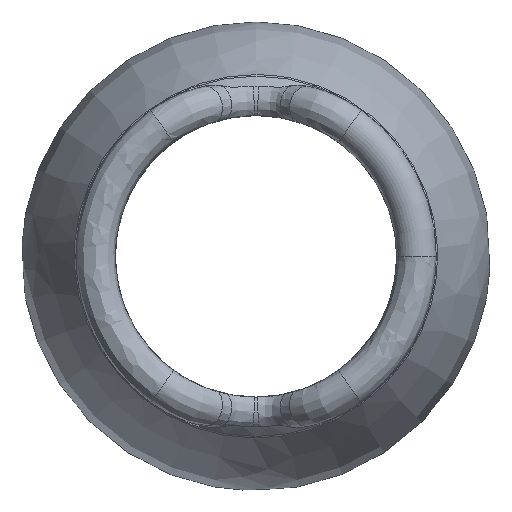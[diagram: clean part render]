
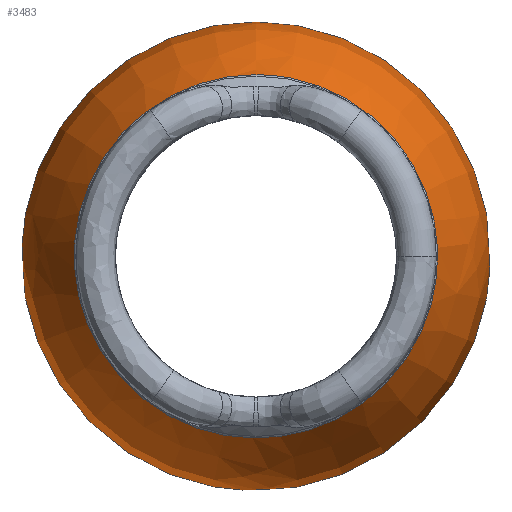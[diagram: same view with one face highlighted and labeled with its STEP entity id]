
A CAD part, left-side view. The second image highlights one B-rep face of the part: STEP entity #3483.
In plain terms, the highlighted free-form (B-spline) face has degree [5, 2] with [6, 9] control points.
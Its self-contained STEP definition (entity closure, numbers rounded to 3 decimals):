
#18=(
BOUNDED_CURVE()
B_SPLINE_CURVE(2,(#12660,#12661,#12662,#12663,#12664,#12665,#12666,#12667,
#12668),.UNSPECIFIED.,.T.,.F.)
B_SPLINE_CURVE_WITH_KNOTS((3,2,2,2,3),(0.,1.571,3.142,
4.712,6.283),.UNSPECIFIED.)
CURVE()
GEOMETRIC_REPRESENTATION_ITEM()
RATIONAL_B_SPLINE_CURVE((1.,0.707,1.,0.707,1.,0.707,
1.,0.707,1.))
REPRESENTATION_ITEM('')
);
#19=(
BOUNDED_CURVE()
B_SPLINE_CURVE(5,(#12670,#12671,#12672,#12673,#12674,#12675),
 .UNSPECIFIED.,.F.,.F.)
B_SPLINE_CURVE_WITH_KNOTS((6,6),(0.,0.952),.UNSPECIFIED.)
CURVE()
GEOMETRIC_REPRESENTATION_ITEM()
RATIONAL_B_SPLINE_CURVE((1.,1.,1.,1.,1.,1.))
REPRESENTATION_ITEM('')
);
#20=(
BOUNDED_SURFACE()
B_SPLINE_SURFACE(5,2,((#12605,#12606,#12607,#12608,#12609,#12610,#12611,
#12612,#12613),(#12614,#12615,#12616,#12617,#12618,#12619,#12620,#12621,
#12622),(#12623,#12624,#12625,#12626,#12627,#12628,#12629,#12630,#12631),
(#12632,#12633,#12634,#12635,#12636,#12637,#12638,#12639,#12640),(#12641,
#12642,#12643,#12644,#12645,#12646,#12647,#12648,#12649),(#12650,#12651,
#12652,#12653,#12654,#12655,#12656,#12657,#12658)),.UNSPECIFIED.,.F.,.T.,
 .F.)
B_SPLINE_SURFACE_WITH_KNOTS((6,6),(3,2,2,2,3),(-1.,0.),(0.,1.571,
3.142,4.712,6.283),.UNSPECIFIED.)
GEOMETRIC_REPRESENTATION_ITEM()
RATIONAL_B_SPLINE_SURFACE(((1.,0.707,1.,0.707,1.,
0.707,1.,0.707,1.),(1.,0.707,1.,0.707,
1.,0.707,1.,0.707,1.),(1.,0.707,1.,
0.707,1.,0.707,1.,0.707,1.),(1.,0.707,
1.,0.707,1.,0.707,1.,0.707,1.),(1.,
0.707,1.,0.707,1.,0.707,1.,0.707,
1.),(1.,0.707,1.,0.707,1.,0.707,1.,
0.707,1.)))
REPRESENTATION_ITEM('')
SURFACE()
);
#122=CIRCLE('',#3663,22.25);
#123=CIRCLE('',#3664,22.25);
#271=FACE_OUTER_BOUND('',#498,.T.);
#498=EDGE_LOOP('',(#2511,#2512,#2513,#2514,#2515));
#1375=VERTEX_POINT('',#12659);
#1376=VERTEX_POINT('',#12669);
#1377=VERTEX_POINT('',#12676);
#1816=EDGE_CURVE('',#1375,#1375,#18,.T.);
#1817=EDGE_CURVE('',#1376,#1375,#19,.T.);
#1818=EDGE_CURVE('',#1376,#1377,#122,.T.);
#1819=EDGE_CURVE('',#1377,#1376,#123,.T.);
#2511=ORIENTED_EDGE('',*,*,#1816,.F.);
#2512=ORIENTED_EDGE('',*,*,#1817,.F.);
#2513=ORIENTED_EDGE('',*,*,#1818,.T.);
#2514=ORIENTED_EDGE('',*,*,#1819,.T.);
#2515=ORIENTED_EDGE('',*,*,#1817,.T.);
#3483=ADVANCED_FACE('',(#271),#20,.T.);
#3663=AXIS2_PLACEMENT_3D('',#12677,#3818,#3819);
#3664=AXIS2_PLACEMENT_3D('',#12678,#3820,#3821);
#3818=DIRECTION('center_axis',(-1.,0.,0.));
#3819=DIRECTION('ref_axis',(0.,0.,1.));
#3820=DIRECTION('center_axis',(-1.,0.,0.));
#3821=DIRECTION('ref_axis',(0.,0.,1.));
#12605=CARTESIAN_POINT('Ctrl Pts',(20.,0.,18.25));
#12606=CARTESIAN_POINT('Ctrl Pts',(20.,18.25,18.25));
#12607=CARTESIAN_POINT('Ctrl Pts',(20.,18.25,0.));
#12608=CARTESIAN_POINT('Ctrl Pts',(20.,18.25,-18.25));
#12609=CARTESIAN_POINT('Ctrl Pts',(20.,0.,-18.25));
#12610=CARTESIAN_POINT('Ctrl Pts',(20.,-18.25,-18.25));
#12611=CARTESIAN_POINT('Ctrl Pts',(20.,-18.25,0.));
#12612=CARTESIAN_POINT('Ctrl Pts',(20.,-18.25,18.25));
#12613=CARTESIAN_POINT('Ctrl Pts',(20.,0.,18.25));
#12614=CARTESIAN_POINT('Ctrl Pts',(24.,0.,18.25));
#12615=CARTESIAN_POINT('Ctrl Pts',(24.,18.25,18.25));
#12616=CARTESIAN_POINT('Ctrl Pts',(24.,18.25,0.));
#12617=CARTESIAN_POINT('Ctrl Pts',(24.,18.25,-18.25));
#12618=CARTESIAN_POINT('Ctrl Pts',(24.,0.,-18.25));
#12619=CARTESIAN_POINT('Ctrl Pts',(24.,-18.25,-18.25));
#12620=CARTESIAN_POINT('Ctrl Pts',(24.,-18.25,0.));
#12621=CARTESIAN_POINT('Ctrl Pts',(24.,-18.25,18.25));
#12622=CARTESIAN_POINT('Ctrl Pts',(24.,0.,18.25));
#12623=CARTESIAN_POINT('Ctrl Pts',(29.339,0.,25.47));
#12624=CARTESIAN_POINT('Ctrl Pts',(29.339,25.47,25.47));
#12625=CARTESIAN_POINT('Ctrl Pts',(29.339,25.47,0.));
#12626=CARTESIAN_POINT('Ctrl Pts',(29.339,25.47,-25.47));
#12627=CARTESIAN_POINT('Ctrl Pts',(29.339,0.,-25.47));
#12628=CARTESIAN_POINT('Ctrl Pts',(29.339,-25.47,-25.47));
#12629=CARTESIAN_POINT('Ctrl Pts',(29.339,-25.47,0.));
#12630=CARTESIAN_POINT('Ctrl Pts',(29.339,-25.47,25.47));
#12631=CARTESIAN_POINT('Ctrl Pts',(29.339,0.,25.47));
#12632=CARTESIAN_POINT('Ctrl Pts',(34.822,0.,25.47));
#12633=CARTESIAN_POINT('Ctrl Pts',(34.822,25.47,25.47));
#12634=CARTESIAN_POINT('Ctrl Pts',(34.822,25.47,0.));
#12635=CARTESIAN_POINT('Ctrl Pts',(34.822,25.47,-25.47));
#12636=CARTESIAN_POINT('Ctrl Pts',(34.822,0.,-25.47));
#12637=CARTESIAN_POINT('Ctrl Pts',(34.822,-25.47,-25.47));
#12638=CARTESIAN_POINT('Ctrl Pts',(34.822,-25.47,0.));
#12639=CARTESIAN_POINT('Ctrl Pts',(34.822,-25.47,25.47));
#12640=CARTESIAN_POINT('Ctrl Pts',(34.822,0.,25.47));
#12641=CARTESIAN_POINT('Ctrl Pts',(44.675,0.,22.25));
#12642=CARTESIAN_POINT('Ctrl Pts',(44.675,22.25,22.25));
#12643=CARTESIAN_POINT('Ctrl Pts',(44.675,22.25,0.));
#12644=CARTESIAN_POINT('Ctrl Pts',(44.675,22.25,-22.25));
#12645=CARTESIAN_POINT('Ctrl Pts',(44.675,0.,-22.25));
#12646=CARTESIAN_POINT('Ctrl Pts',(44.675,-22.25,-22.25));
#12647=CARTESIAN_POINT('Ctrl Pts',(44.675,-22.25,0.));
#12648=CARTESIAN_POINT('Ctrl Pts',(44.675,-22.25,22.25));
#12649=CARTESIAN_POINT('Ctrl Pts',(44.675,0.,22.25));
#12650=CARTESIAN_POINT('Ctrl Pts',(50.651,0.,22.25));
#12651=CARTESIAN_POINT('Ctrl Pts',(50.651,22.25,22.25));
#12652=CARTESIAN_POINT('Ctrl Pts',(50.651,22.25,0.));
#12653=CARTESIAN_POINT('Ctrl Pts',(50.651,22.25,-22.25));
#12654=CARTESIAN_POINT('Ctrl Pts',(50.651,0.,-22.25));
#12655=CARTESIAN_POINT('Ctrl Pts',(50.651,-22.25,-22.25));
#12656=CARTESIAN_POINT('Ctrl Pts',(50.651,-22.25,0.));
#12657=CARTESIAN_POINT('Ctrl Pts',(50.651,-22.25,22.25));
#12658=CARTESIAN_POINT('Ctrl Pts',(50.651,0.,22.25));
#12659=CARTESIAN_POINT('',(20.989,0.,18.401));
#12660=CARTESIAN_POINT('Ctrl Pts',(20.989,0.,18.401));
#12661=CARTESIAN_POINT('Ctrl Pts',(20.989,18.401,18.401));
#12662=CARTESIAN_POINT('Ctrl Pts',(20.989,18.401,0.));
#12663=CARTESIAN_POINT('Ctrl Pts',(20.989,18.401,-18.401));
#12664=CARTESIAN_POINT('Ctrl Pts',(20.989,0.,-18.401));
#12665=CARTESIAN_POINT('Ctrl Pts',(20.989,-18.401,-18.401));
#12666=CARTESIAN_POINT('Ctrl Pts',(20.989,-18.401,0.));
#12667=CARTESIAN_POINT('Ctrl Pts',(20.989,-18.401,18.401));
#12668=CARTESIAN_POINT('Ctrl Pts',(20.989,0.,18.401));
#12669=CARTESIAN_POINT('',(50.651,0.,22.25));
#12670=CARTESIAN_POINT('Ctrl Pts',(50.651,0.,22.25));
#12671=CARTESIAN_POINT('Ctrl Pts',(44.961,0.,22.25));
#12672=CARTESIAN_POINT('Ctrl Pts',(35.758,0.,25.168));
#12673=CARTESIAN_POINT('Ctrl Pts',(30.157,0.,25.448));
#12674=CARTESIAN_POINT('Ctrl Pts',(25.028,0.,19.537));
#12675=CARTESIAN_POINT('Ctrl Pts',(20.989,0.,18.401));
#12676=CARTESIAN_POINT('',(50.651,0.,-22.25));
#12677=CARTESIAN_POINT('Origin',(50.651,0.,0.));
#12678=CARTESIAN_POINT('Origin',(50.651,0.,0.));
